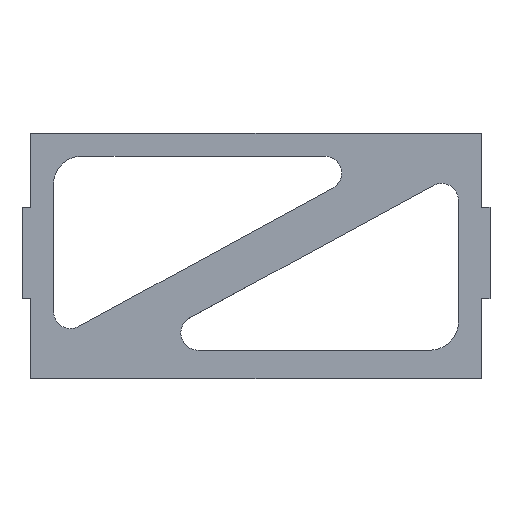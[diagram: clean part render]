
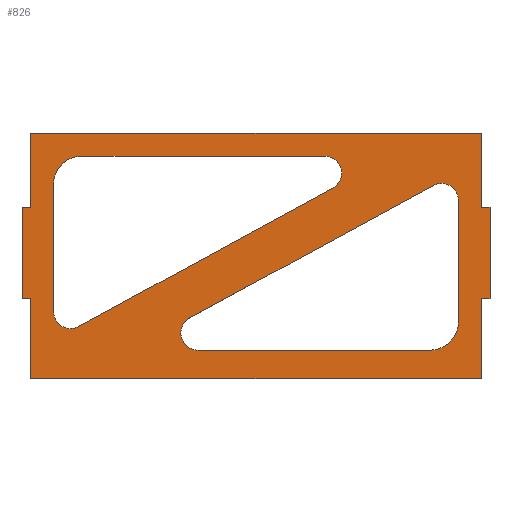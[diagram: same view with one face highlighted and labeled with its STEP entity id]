
A CAD part, top view. The second image highlights one B-rep face of the part: STEP entity #826.
In plain terms, the highlighted planar face has unit normal (0, 0, 1).
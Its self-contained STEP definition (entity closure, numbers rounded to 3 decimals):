
#36=CARTESIAN_POINT('Line Origine',(39.5,0.,3.)) ;
#40=CARTESIAN_POINT('Vertex',(0.,0.,3.)) ;
#42=CARTESIAN_POINT('Vertex',(79.,0.,3.)) ;
#76=CARTESIAN_POINT('Line Origine',(79.,-6.5,3.)) ;
#80=CARTESIAN_POINT('Vertex',(79.,-13.,3.)) ;
#107=CARTESIAN_POINT('Line Origine',(79.75,-13.,3.)) ;
#111=CARTESIAN_POINT('Vertex',(80.5,-13.,3.)) ;
#138=CARTESIAN_POINT('Line Origine',(80.5,-21.,3.)) ;
#142=CARTESIAN_POINT('Vertex',(80.5,-29.,3.)) ;
#169=CARTESIAN_POINT('Line Origine',(79.75,-29.,3.)) ;
#173=CARTESIAN_POINT('Vertex',(79.,-29.,3.)) ;
#195=CARTESIAN_POINT('Line Origine',(79.,-36.,3.)) ;
#199=CARTESIAN_POINT('Vertex',(79.,-43.,3.)) ;
#226=CARTESIAN_POINT('Line Origine',(39.5,-43.,3.)) ;
#230=CARTESIAN_POINT('Vertex',(0.,-43.,3.)) ;
#257=CARTESIAN_POINT('Line Origine',(0.,-36.,3.)) ;
#261=CARTESIAN_POINT('Vertex',(0.,-29.,3.)) ;
#283=CARTESIAN_POINT('Line Origine',(-0.75,-29.,3.)) ;
#287=CARTESIAN_POINT('Vertex',(-1.5,-29.,3.)) ;
#314=CARTESIAN_POINT('Line Origine',(-1.5,-21.,3.)) ;
#318=CARTESIAN_POINT('Vertex',(-1.5,-13.,3.)) ;
#340=CARTESIAN_POINT('Line Origine',(-0.75,-13.,3.)) ;
#344=CARTESIAN_POINT('Vertex',(0.,-13.,3.)) ;
#366=CARTESIAN_POINT('Line Origine',(0.,-6.5,3.)) ;
#394=CARTESIAN_POINT('Vertex',(70.,-38.,3.)) ;
#408=CARTESIAN_POINT('Vertex',(29.34,-38.,3.)) ;
#411=CARTESIAN_POINT('Line Origine',(49.67,-38.,3.)) ;
#434=CARTESIAN_POINT('Vertex',(75.,-33.,3.)) ;
#442=CARTESIAN_POINT('Axis2P3D Location',(70.,-33.,3.)) ;
#465=CARTESIAN_POINT('Vertex',(75.,-11.78,3.)) ;
#473=CARTESIAN_POINT('Line Origine',(75.,-22.39,3.)) ;
#496=CARTESIAN_POINT('Vertex',(70.566,-9.145,3.)) ;
#504=CARTESIAN_POINT('Axis2P3D Location',(72.,-11.78,3.)) ;
#527=CARTESIAN_POINT('Vertex',(27.906,-32.365,3.)) ;
#535=CARTESIAN_POINT('Line Origine',(49.236,-20.755,3.)) ;
#557=CARTESIAN_POINT('Axis2P3D Location',(29.34,-35.,3.)) ;
#580=CARTESIAN_POINT('Vertex',(8.434,-33.855,3.)) ;
#594=CARTESIAN_POINT('Vertex',(4.,-31.22,3.)) ;
#597=CARTESIAN_POINT('Axis2P3D Location',(7.,-31.22,3.)) ;
#620=CARTESIAN_POINT('Vertex',(52.932,-9.635,3.)) ;
#628=CARTESIAN_POINT('Line Origine',(30.683,-21.745,3.)) ;
#651=CARTESIAN_POINT('Vertex',(51.497,-4.,3.)) ;
#659=CARTESIAN_POINT('Axis2P3D Location',(51.497,-7.,3.)) ;
#682=CARTESIAN_POINT('Vertex',(9.,-4.,3.)) ;
#690=CARTESIAN_POINT('Line Origine',(30.249,-4.,3.)) ;
#713=CARTESIAN_POINT('Vertex',(4.,-9.,3.)) ;
#721=CARTESIAN_POINT('Axis2P3D Location',(9.,-9.,3.)) ;
#743=CARTESIAN_POINT('Line Origine',(4.,-20.11,3.)) ;
#791=CARTESIAN_POINT('Axis2P3D Location',(0.,0.,3.)) ;
#38=VECTOR('Line Direction',#37,1.) ;
#78=VECTOR('Line Direction',#77,1.) ;
#109=VECTOR('Line Direction',#108,1.) ;
#140=VECTOR('Line Direction',#139,1.) ;
#171=VECTOR('Line Direction',#170,1.) ;
#197=VECTOR('Line Direction',#196,1.) ;
#228=VECTOR('Line Direction',#227,1.) ;
#259=VECTOR('Line Direction',#258,1.) ;
#285=VECTOR('Line Direction',#284,1.) ;
#316=VECTOR('Line Direction',#315,1.) ;
#342=VECTOR('Line Direction',#341,1.) ;
#368=VECTOR('Line Direction',#367,1.) ;
#413=VECTOR('Line Direction',#412,1.) ;
#475=VECTOR('Line Direction',#474,1.) ;
#537=VECTOR('Line Direction',#536,1.) ;
#630=VECTOR('Line Direction',#629,1.) ;
#692=VECTOR('Line Direction',#691,1.) ;
#745=VECTOR('Line Direction',#744,1.) ;
#37=DIRECTION('Vector Direction',(1.,0.,0.)) ;
#77=DIRECTION('Vector Direction',(0.,-1.,0.)) ;
#108=DIRECTION('Vector Direction',(-1.,0.,0.)) ;
#139=DIRECTION('Vector Direction',(0.,1.,0.)) ;
#170=DIRECTION('Vector Direction',(1.,0.,0.)) ;
#196=DIRECTION('Vector Direction',(0.,-1.,0.)) ;
#227=DIRECTION('Vector Direction',(-1.,0.,0.)) ;
#258=DIRECTION('Vector Direction',(0.,1.,0.)) ;
#284=DIRECTION('Vector Direction',(-1.,0.,0.)) ;
#315=DIRECTION('Vector Direction',(0.,1.,0.)) ;
#341=DIRECTION('Vector Direction',(1.,0.,0.)) ;
#367=DIRECTION('Vector Direction',(0.,1.,0.)) ;
#412=DIRECTION('Vector Direction',(1.,0.,0.)) ;
#443=DIRECTION('Axis2P3D Direction',(0.,0.,-1.)) ;
#474=DIRECTION('Vector Direction',(0.,1.,0.)) ;
#505=DIRECTION('Axis2P3D Direction',(0.,0.,-1.)) ;
#536=DIRECTION('Vector Direction',(-0.878,-0.478,0.)) ;
#558=DIRECTION('Axis2P3D Direction',(0.,0.,-1.)) ;
#598=DIRECTION('Axis2P3D Direction',(0.,0.,-1.)) ;
#629=DIRECTION('Vector Direction',(-0.878,-0.478,0.)) ;
#660=DIRECTION('Axis2P3D Direction',(0.,0.,-1.)) ;
#691=DIRECTION('Vector Direction',(1.,0.,0.)) ;
#722=DIRECTION('Axis2P3D Direction',(0.,0.,-1.)) ;
#744=DIRECTION('Vector Direction',(0.,1.,0.)) ;
#792=DIRECTION('Axis2P3D Direction',(0.,0.,-1.)) ;
#793=DIRECTION('Axis2P3D XDirection',(1.,0.,0.)) ;
#444=AXIS2_PLACEMENT_3D('Circle Axis2P3D',#442,#443,$) ;
#506=AXIS2_PLACEMENT_3D('Circle Axis2P3D',#504,#505,$) ;
#559=AXIS2_PLACEMENT_3D('Circle Axis2P3D',#557,#558,$) ;
#599=AXIS2_PLACEMENT_3D('Circle Axis2P3D',#597,#598,$) ;
#661=AXIS2_PLACEMENT_3D('Circle Axis2P3D',#659,#660,$) ;
#723=AXIS2_PLACEMENT_3D('Circle Axis2P3D',#721,#722,$) ;
#794=AXIS2_PLACEMENT_3D('Plane Axis2P3D',#791,#792,#793) ;
#39=LINE('Line',#36,#38) ;
#79=LINE('Line',#76,#78) ;
#110=LINE('Line',#107,#109) ;
#141=LINE('Line',#138,#140) ;
#172=LINE('Line',#169,#171) ;
#198=LINE('Line',#195,#197) ;
#229=LINE('Line',#226,#228) ;
#260=LINE('Line',#257,#259) ;
#286=LINE('Line',#283,#285) ;
#317=LINE('Line',#314,#316) ;
#343=LINE('Line',#340,#342) ;
#369=LINE('Line',#366,#368) ;
#414=LINE('Line',#411,#413) ;
#476=LINE('Line',#473,#475) ;
#538=LINE('Line',#535,#537) ;
#631=LINE('Line',#628,#630) ;
#693=LINE('Line',#690,#692) ;
#746=LINE('Line',#743,#745) ;
#445=CIRCLE('generated circle',#444,5.) ;
#507=CIRCLE('generated circle',#506,3.) ;
#560=CIRCLE('generated circle',#559,3.) ;
#600=CIRCLE('generated circle',#599,3.) ;
#662=CIRCLE('generated circle',#661,3.) ;
#724=CIRCLE('generated circle',#723,5.) ;
#795=PLANE('',#794) ;
#817=FACE_BOUND('',#810,.T.) ;
#825=FACE_BOUND('',#818,.T.) ;
#44=EDGE_CURVE('',#41,#43,#39,.T.) ;
#82=EDGE_CURVE('',#43,#81,#79,.T.) ;
#113=EDGE_CURVE('',#81,#112,#110,.F.) ;
#144=EDGE_CURVE('',#112,#143,#141,.F.) ;
#175=EDGE_CURVE('',#143,#174,#172,.F.) ;
#201=EDGE_CURVE('',#174,#200,#198,.T.) ;
#232=EDGE_CURVE('',#200,#231,#229,.T.) ;
#263=EDGE_CURVE('',#231,#262,#260,.T.) ;
#289=EDGE_CURVE('',#262,#288,#286,.T.) ;
#320=EDGE_CURVE('',#288,#319,#317,.T.) ;
#346=EDGE_CURVE('',#319,#345,#343,.T.) ;
#370=EDGE_CURVE('',#345,#41,#369,.T.) ;
#415=EDGE_CURVE('',#395,#409,#414,.F.) ;
#446=EDGE_CURVE('',#435,#395,#445,.T.) ;
#477=EDGE_CURVE('',#466,#435,#476,.F.) ;
#508=EDGE_CURVE('',#497,#466,#507,.T.) ;
#539=EDGE_CURVE('',#528,#497,#538,.F.) ;
#561=EDGE_CURVE('',#409,#528,#560,.T.) ;
#601=EDGE_CURVE('',#581,#595,#600,.T.) ;
#632=EDGE_CURVE('',#621,#581,#631,.T.) ;
#663=EDGE_CURVE('',#652,#621,#662,.T.) ;
#694=EDGE_CURVE('',#683,#652,#693,.T.) ;
#725=EDGE_CURVE('',#714,#683,#724,.T.) ;
#747=EDGE_CURVE('',#595,#714,#746,.T.) ;
#797=ORIENTED_EDGE('',*,*,#370,.F.) ;
#798=ORIENTED_EDGE('',*,*,#346,.F.) ;
#799=ORIENTED_EDGE('',*,*,#320,.F.) ;
#800=ORIENTED_EDGE('',*,*,#289,.F.) ;
#801=ORIENTED_EDGE('',*,*,#263,.F.) ;
#802=ORIENTED_EDGE('',*,*,#232,.F.) ;
#803=ORIENTED_EDGE('',*,*,#201,.F.) ;
#804=ORIENTED_EDGE('',*,*,#175,.F.) ;
#805=ORIENTED_EDGE('',*,*,#144,.F.) ;
#806=ORIENTED_EDGE('',*,*,#113,.F.) ;
#807=ORIENTED_EDGE('',*,*,#82,.F.) ;
#808=ORIENTED_EDGE('',*,*,#44,.F.) ;
#811=ORIENTED_EDGE('',*,*,#561,.T.) ;
#812=ORIENTED_EDGE('',*,*,#539,.T.) ;
#813=ORIENTED_EDGE('',*,*,#508,.T.) ;
#814=ORIENTED_EDGE('',*,*,#477,.T.) ;
#815=ORIENTED_EDGE('',*,*,#446,.T.) ;
#816=ORIENTED_EDGE('',*,*,#415,.T.) ;
#819=ORIENTED_EDGE('',*,*,#747,.T.) ;
#820=ORIENTED_EDGE('',*,*,#725,.T.) ;
#821=ORIENTED_EDGE('',*,*,#694,.T.) ;
#822=ORIENTED_EDGE('',*,*,#663,.T.) ;
#823=ORIENTED_EDGE('',*,*,#632,.T.) ;
#824=ORIENTED_EDGE('',*,*,#601,.T.) ;
#796=EDGE_LOOP('',(#797,#798,#799,#800,#801,#802,#803,#804,#805,#806,#807,#808)) ;
#810=EDGE_LOOP('',(#811,#812,#813,#814,#815,#816)) ;
#818=EDGE_LOOP('',(#819,#820,#821,#822,#823,#824)) ;
#41=VERTEX_POINT('',#40) ;
#43=VERTEX_POINT('',#42) ;
#81=VERTEX_POINT('',#80) ;
#112=VERTEX_POINT('',#111) ;
#143=VERTEX_POINT('',#142) ;
#174=VERTEX_POINT('',#173) ;
#200=VERTEX_POINT('',#199) ;
#231=VERTEX_POINT('',#230) ;
#262=VERTEX_POINT('',#261) ;
#288=VERTEX_POINT('',#287) ;
#319=VERTEX_POINT('',#318) ;
#345=VERTEX_POINT('',#344) ;
#395=VERTEX_POINT('',#394) ;
#409=VERTEX_POINT('',#408) ;
#435=VERTEX_POINT('',#434) ;
#466=VERTEX_POINT('',#465) ;
#497=VERTEX_POINT('',#496) ;
#528=VERTEX_POINT('',#527) ;
#581=VERTEX_POINT('',#580) ;
#595=VERTEX_POINT('',#594) ;
#621=VERTEX_POINT('',#620) ;
#652=VERTEX_POINT('',#651) ;
#683=VERTEX_POINT('',#682) ;
#714=VERTEX_POINT('',#713) ;
#826=ADVANCED_FACE('PartBody',(#809,#817,#825),#795,.F.) ;
#809=FACE_OUTER_BOUND('',#796,.T.) ;
